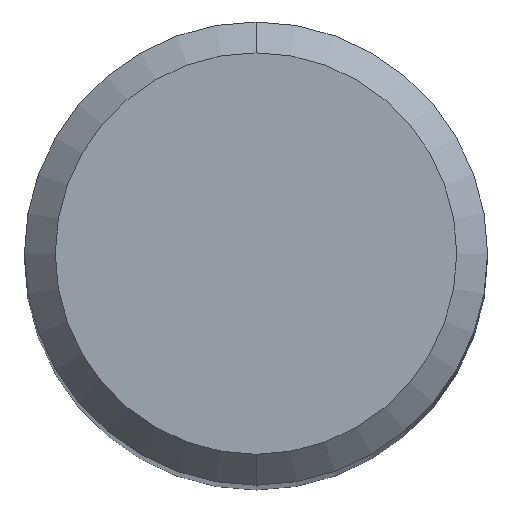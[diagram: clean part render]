
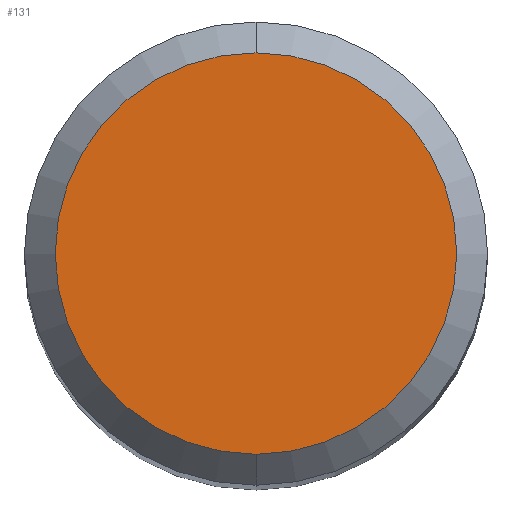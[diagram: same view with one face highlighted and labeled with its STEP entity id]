
A CAD part, top view. The second image highlights one B-rep face of the part: STEP entity #131.
In plain terms, the highlighted planar face has unit normal (0, 0, 1).
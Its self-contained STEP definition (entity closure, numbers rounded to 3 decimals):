
#131=ADVANCED_FACE('',(#299),#300,.T.);
#133=VERTEX_POINT('',#302);
#171=EDGE_CURVE('',#211,#133,#343,.T.);
#211=VERTEX_POINT('',#388);
#241=EDGE_CURVE('',#133,#211,#421,.T.);
#299=FACE_OUTER_BOUND('',#475,.T.);
#300=PLANE('',#476);
#302=CARTESIAN_POINT('',(0.0,2.6,0.0));
#343=CIRCLE('',#535,2.6);
#388=CARTESIAN_POINT('',(0.,-2.6,0.0));
#421=CIRCLE('',#633,2.6);
#475=EDGE_LOOP('',(#697,#698));
#476=AXIS2_PLACEMENT_3D('',#699,#700,#701);
#535=AXIS2_PLACEMENT_3D('',#742,#743,#744);
#633=AXIS2_PLACEMENT_3D('',#848,#849,#850);
#697=ORIENTED_EDGE('',*,*,#241,.F.);
#698=ORIENTED_EDGE('',*,*,#171,.F.);
#699=CARTESIAN_POINT('',(0.0,1.3,0.0));
#700=DIRECTION('',(-0.0,0.0,1.0));
#701=DIRECTION('',(0.0,-1.0,0.0));
#742=CARTESIAN_POINT('',(0.0,0.0,0.0));
#743=DIRECTION('',(0.0,0.0,-1.0));
#744=DIRECTION('',(0.0,1.0,0.0));
#848=CARTESIAN_POINT('',(0.0,0.0,0.0));
#849=DIRECTION('',(0.0,0.0,-1.0));
#850=DIRECTION('',(0.0,1.0,0.0));
